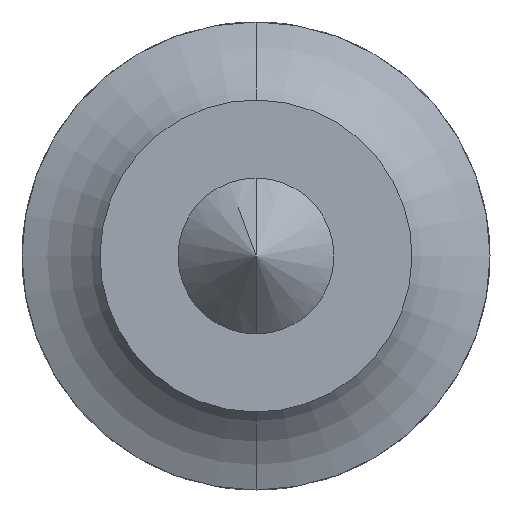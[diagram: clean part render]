
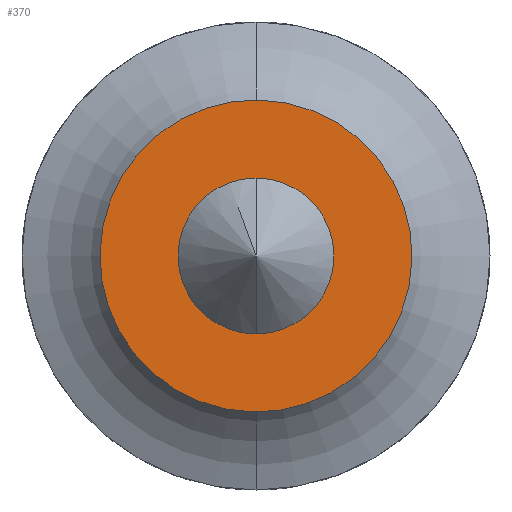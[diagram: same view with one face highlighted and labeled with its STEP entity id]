
A CAD part, front view. The second image highlights one B-rep face of the part: STEP entity #370.
In plain terms, the highlighted planar face has unit normal (0, -1, 0).
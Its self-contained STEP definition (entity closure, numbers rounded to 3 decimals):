
#1 = EDGE_CURVE ( 'NONE', #568, #570, #397, .T. ) ;
#10 = EDGE_CURVE ( 'NONE', #567, #581, #443, .T. ) ;
#82 = EDGE_LOOP ( 'NONE', ( #664, #667 ) ) ;
#83 = EDGE_LOOP ( 'NONE', ( #661, #666 ) ) ;
#138 = FACE_OUTER_BOUND ( 'NONE', #83, .T. ) ;
#139 = FACE_BOUND ( 'NONE', #82, .T. ) ;
#366 = EDGE_CURVE ( 'NONE', #570, #568, #381, .T. ) ;
#367 = EDGE_CURVE ( 'NONE', #581, #567, #378, .T. ) ;
#370 = ADVANCED_FACE ( 'NONE', ( #138, #139 ), #849, .F. ) ;
#378 = CIRCLE ( 'NONE', #721, 2.25 ) ;
#381 = CIRCLE ( 'NONE', #387, 5. ) ;
#387 = AXIS2_PLACEMENT_3D ( 'NONE', #1012, #1013, #1014 ) ;
#397 = CIRCLE ( 'NONE', #398, 5. ) ;
#398 = AXIS2_PLACEMENT_3D ( 'NONE', #478, #477, #476 ) ;
#399 = AXIS2_PLACEMENT_3D ( 'NONE', #483, #484, #485 ) ;
#443 = CIRCLE ( 'NONE', #399, 2.25 ) ;
#458 = AXIS2_PLACEMENT_3D ( 'NONE', #850, #851, #852 ) ;
#476 = DIRECTION ( 'NONE',  ( 0., 0., 1. ) ) ;
#477 = DIRECTION ( 'NONE',  ( 0., 1., 0. ) ) ;
#478 = CARTESIAN_POINT ( 'NONE',  ( 0., 0., 0. ) ) ;
#483 = CARTESIAN_POINT ( 'NONE',  ( 0., 0., 0. ) ) ;
#484 = DIRECTION ( 'NONE',  ( 0., 1., 0. ) ) ;
#485 = DIRECTION ( 'NONE',  ( 0., 0., 1. ) ) ;
#567 = VERTEX_POINT ( 'NONE', #856 ) ;
#568 = VERTEX_POINT ( 'NONE', #857 ) ;
#570 = VERTEX_POINT ( 'NONE', #859 ) ;
#581 = VERTEX_POINT ( 'NONE', #861 ) ;
#661 = ORIENTED_EDGE ( 'NONE', *, *, #366, .F. ) ;
#664 = ORIENTED_EDGE ( 'NONE', *, *, #10, .T. ) ;
#666 = ORIENTED_EDGE ( 'NONE', *, *, #1, .F. ) ;
#667 = ORIENTED_EDGE ( 'NONE', *, *, #367, .T. ) ;
#721 = AXIS2_PLACEMENT_3D ( 'NONE', #1015, #1016, #1017 ) ;
#849 = PLANE ( 'NONE',  #458 ) ;
#850 = CARTESIAN_POINT ( 'NONE',  ( 0., 0., 0. ) ) ;
#851 = DIRECTION ( 'NONE',  ( 0., 1., 0. ) ) ;
#852 = DIRECTION ( 'NONE',  ( 0., 0., 1. ) ) ;
#856 = CARTESIAN_POINT ( 'NONE',  ( 0., 0., -2.25 ) ) ;
#857 = CARTESIAN_POINT ( 'NONE',  ( 0., 0., 5. ) ) ;
#859 = CARTESIAN_POINT ( 'NONE',  ( 0., 0., -5. ) ) ;
#861 = CARTESIAN_POINT ( 'NONE',  ( 0., 0., 2.25 ) ) ;
#1012 = CARTESIAN_POINT ( 'NONE',  ( 0., 0., 0. ) ) ;
#1013 = DIRECTION ( 'NONE',  ( 0., 1., 0. ) ) ;
#1014 = DIRECTION ( 'NONE',  ( 0., 0., 1. ) ) ;
#1015 = CARTESIAN_POINT ( 'NONE',  ( 0., 0., 0. ) ) ;
#1016 = DIRECTION ( 'NONE',  ( 0., 1., 0. ) ) ;
#1017 = DIRECTION ( 'NONE',  ( 0., 0., 1. ) ) ;
